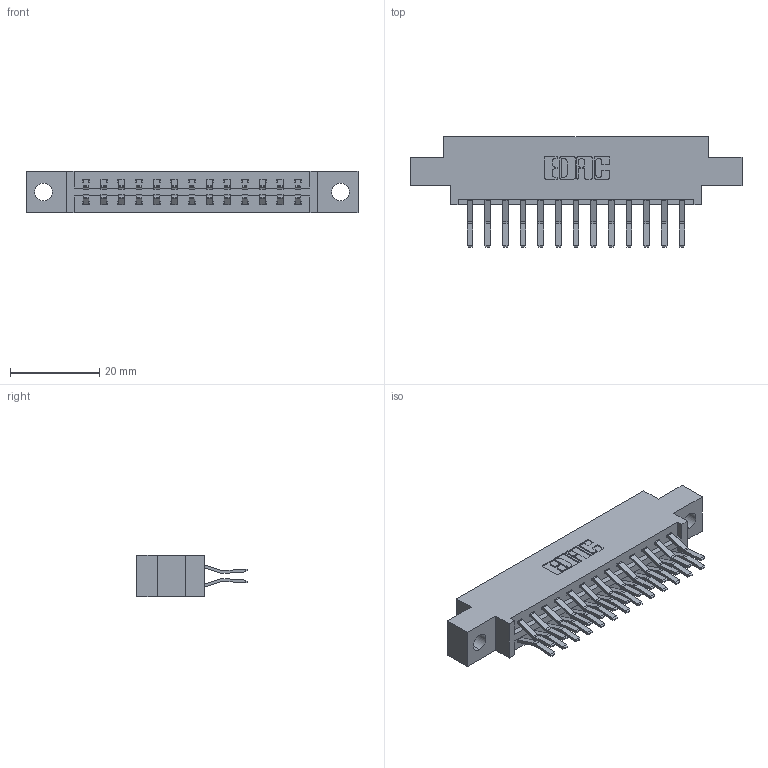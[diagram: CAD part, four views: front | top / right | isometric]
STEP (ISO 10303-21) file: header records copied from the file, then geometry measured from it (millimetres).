
FILE_DESCRIPTION (( 'STEP AP203' ), '1' );
FILE_NAME ('387-026-560-804.STEP', '2019-10-16T21:13:49', ( '' ), ( '' ), 'SwSTEP 2.0', 'SolidWorks 2016', '' );
FILE_SCHEMA (( 'CONFIG_CONTROL_DESIGN' ));
Length unit declared in the file: inch
Products named in the file (3): 345-292-001_560 Tail; 387-026-560-804; 337 Part_0.170 Offset - 0.156 Dia-TH
Assembly tree (27 placements, depth 2):
  387-026-560-804
    337 Part_0.170 Offset - 0.156 Dia-TH
    345-292-001_560 Tail  x26
Bounding box: 74.52 x 24.78 x 9.4 mm (x, y, z)
Volume: 7432.9 mm3; surface area: 8519.7 mm2
Topology: 27 solids, 27 shells, 1574 faces, 4665 edges, 3074 vertices
Faces by surface type: plane 1062, cylinder 512
Entity records: 14053 total; most frequent: CARTESIAN_POINT 2394, ORIENTED_EDGE 2330, DIRECTION 2093, EDGE_CURVE 1165, VECTOR 1033, LINE 1033, VERTEX_POINT 774, AXIS2_PLACEMENT_3D 530
